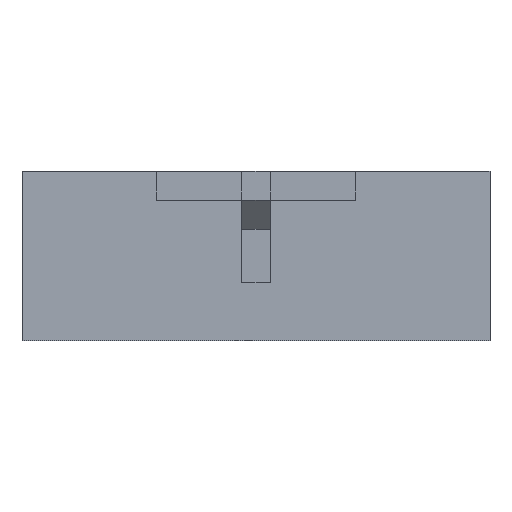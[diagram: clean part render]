
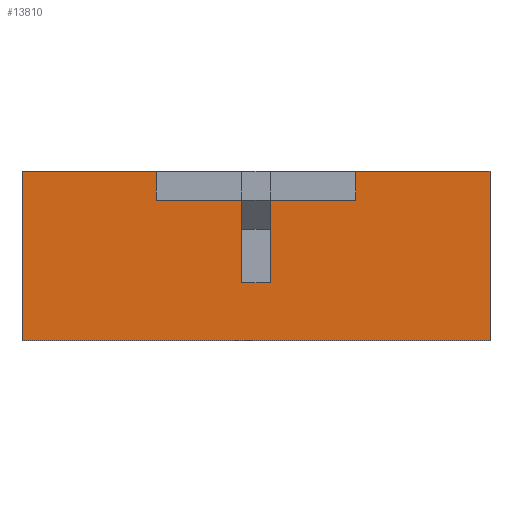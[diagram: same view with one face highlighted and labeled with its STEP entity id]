
A CAD part, left-side view. The second image highlights one B-rep face of the part: STEP entity #13810.
In plain terms, the highlighted planar face has unit normal (-1, 0, 0).
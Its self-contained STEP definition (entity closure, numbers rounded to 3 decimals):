
#1577 = VERTEX_POINT('',#1578);
#1578 = CARTESIAN_POINT('',(-17.26,-10.5,
    -3.8));
#1584 = EDGE_CURVE('',#1585,#1577,#1587,.T.);
#1585 = VERTEX_POINT('',#1586);
#1586 = CARTESIAN_POINT('',(-17.26,10.5,
    -3.8));
#1587 = LINE('',#1588,#1589);
#1588 = CARTESIAN_POINT('',(-17.26,10.5,
    -3.8));
#1589 = VECTOR('',#1590,1.);
#1590 = DIRECTION('',(0.,-1.,0.));
#13810 = ADVANCED_FACE('',(#13811),#13900,.T.);
#13811 = FACE_BOUND('',#13812,.T.);
#13812 = EDGE_LOOP('',(#13813,#13821,#13822,#13830,#13838,#13846,#13854,
    #13862,#13870,#13878,#13886,#13894));
#13813 = ORIENTED_EDGE('',*,*,#13814,.T.);
#13814 = EDGE_CURVE('',#13815,#1585,#13817,.T.);
#13815 = VERTEX_POINT('',#13816);
#13816 = CARTESIAN_POINT('',(-17.26,10.5,
    3.8));
#13817 = LINE('',#13818,#13819);
#13818 = CARTESIAN_POINT('',(-17.26,10.5,
    3.8));
#13819 = VECTOR('',#13820,1.);
#13820 = DIRECTION('',(0.,0.,-1.));
#13821 = ORIENTED_EDGE('',*,*,#1584,.T.);
#13822 = ORIENTED_EDGE('',*,*,#13823,.T.);
#13823 = EDGE_CURVE('',#1577,#13824,#13826,.T.);
#13824 = VERTEX_POINT('',#13825);
#13825 = CARTESIAN_POINT('',(-17.26,-10.5,
    3.8));
#13826 = LINE('',#13827,#13828);
#13827 = CARTESIAN_POINT('',(-17.26,-10.5,
    -3.8));
#13828 = VECTOR('',#13829,1.);
#13829 = DIRECTION('',(0.,0.,1.));
#13830 = ORIENTED_EDGE('',*,*,#13831,.T.);
#13831 = EDGE_CURVE('',#13824,#13832,#13834,.T.);
#13832 = VERTEX_POINT('',#13833);
#13833 = CARTESIAN_POINT('',(-17.26,-4.475,
    3.8));
#13834 = LINE('',#13835,#13836);
#13835 = CARTESIAN_POINT('',(-17.26,-10.5,
    3.8));
#13836 = VECTOR('',#13837,1.);
#13837 = DIRECTION('',(0.,1.,0.));
#13838 = ORIENTED_EDGE('',*,*,#13839,.T.);
#13839 = EDGE_CURVE('',#13832,#13840,#13842,.T.);
#13840 = VERTEX_POINT('',#13841);
#13841 = CARTESIAN_POINT('',(-17.26,-4.475,2.5));
#13842 = LINE('',#13843,#13844);
#13843 = CARTESIAN_POINT('',(-17.26,-4.475,
    3.8));
#13844 = VECTOR('',#13845,1.);
#13845 = DIRECTION('',(0.,0.,-1.));
#13846 = ORIENTED_EDGE('',*,*,#13847,.T.);
#13847 = EDGE_CURVE('',#13840,#13848,#13850,.T.);
#13848 = VERTEX_POINT('',#13849);
#13849 = CARTESIAN_POINT('',(-17.26,-0.65,2.5));
#13850 = LINE('',#13851,#13852);
#13851 = CARTESIAN_POINT('',(-17.26,-4.475,2.5));
#13852 = VECTOR('',#13853,1.);
#13853 = DIRECTION('',(0.,1.,0.));
#13854 = ORIENTED_EDGE('',*,*,#13855,.T.);
#13855 = EDGE_CURVE('',#13848,#13856,#13858,.T.);
#13856 = VERTEX_POINT('',#13857);
#13857 = CARTESIAN_POINT('',(-17.26,-0.65,
    -1.2));
#13858 = LINE('',#13859,#13860);
#13859 = CARTESIAN_POINT('',(-17.26,-0.65,2.5));
#13860 = VECTOR('',#13861,1.);
#13861 = DIRECTION('',(0.,0.,-1.));
#13862 = ORIENTED_EDGE('',*,*,#13863,.T.);
#13863 = EDGE_CURVE('',#13856,#13864,#13866,.T.);
#13864 = VERTEX_POINT('',#13865);
#13865 = CARTESIAN_POINT('',(-17.26,0.65,
    -1.2));
#13866 = LINE('',#13867,#13868);
#13867 = CARTESIAN_POINT('',(-17.26,-0.65,
    -1.2));
#13868 = VECTOR('',#13869,1.);
#13869 = DIRECTION('',(0.,1.,0.));
#13870 = ORIENTED_EDGE('',*,*,#13871,.T.);
#13871 = EDGE_CURVE('',#13864,#13872,#13874,.T.);
#13872 = VERTEX_POINT('',#13873);
#13873 = CARTESIAN_POINT('',(-17.26,0.65,2.5));
#13874 = LINE('',#13875,#13876);
#13875 = CARTESIAN_POINT('',(-17.26,0.65,
    -1.2));
#13876 = VECTOR('',#13877,1.);
#13877 = DIRECTION('',(0.,0.,1.));
#13878 = ORIENTED_EDGE('',*,*,#13879,.T.);
#13879 = EDGE_CURVE('',#13872,#13880,#13882,.T.);
#13880 = VERTEX_POINT('',#13881);
#13881 = CARTESIAN_POINT('',(-17.26,4.475,2.5));
#13882 = LINE('',#13883,#13884);
#13883 = CARTESIAN_POINT('',(-17.26,0.65,2.5));
#13884 = VECTOR('',#13885,1.);
#13885 = DIRECTION('',(0.,1.,0.));
#13886 = ORIENTED_EDGE('',*,*,#13887,.T.);
#13887 = EDGE_CURVE('',#13880,#13888,#13890,.T.);
#13888 = VERTEX_POINT('',#13889);
#13889 = CARTESIAN_POINT('',(-17.26,4.475,
    3.8));
#13890 = LINE('',#13891,#13892);
#13891 = CARTESIAN_POINT('',(-17.26,4.475,2.5));
#13892 = VECTOR('',#13893,1.);
#13893 = DIRECTION('',(0.,0.,1.));
#13894 = ORIENTED_EDGE('',*,*,#13895,.T.);
#13895 = EDGE_CURVE('',#13888,#13815,#13896,.T.);
#13896 = LINE('',#13897,#13898);
#13897 = CARTESIAN_POINT('',(-17.26,4.475,
    3.8));
#13898 = VECTOR('',#13899,1.);
#13899 = DIRECTION('',(0.,1.,0.));
#13900 = PLANE('',#13901);
#13901 = AXIS2_PLACEMENT_3D('',#13902,#13903,#13904);
#13902 = CARTESIAN_POINT('',(-17.26,0.,-0.051));
#13903 = DIRECTION('',(-1.,-0.,-0.));
#13904 = DIRECTION('',(0.,0.,-1.));
